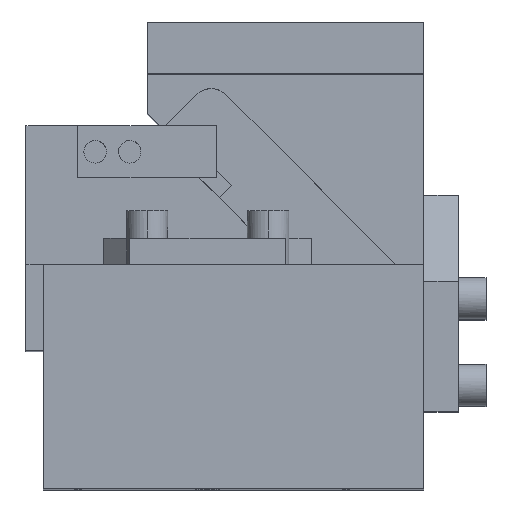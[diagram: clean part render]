
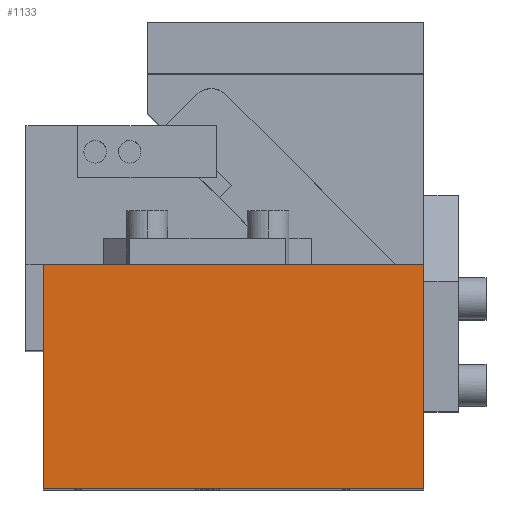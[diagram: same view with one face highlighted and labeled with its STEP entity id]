
A CAD part, top view. The second image highlights one B-rep face of the part: STEP entity #1133.
In plain terms, the highlighted planar face has unit normal (0, 0, 1).
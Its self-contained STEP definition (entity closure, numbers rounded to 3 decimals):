
#337=CARTESIAN_POINT('Vertex',(-220.,0.,180.)) ;
#353=CARTESIAN_POINT('Vertex',(0.,0.,180.)) ;
#356=CARTESIAN_POINT('Line Origine',(-110.,0.,180.)) ;
#940=CARTESIAN_POINT('Vertex',(-220.,130.,180.)) ;
#943=CARTESIAN_POINT('Line Origine',(-110.,130.,180.)) ;
#947=CARTESIAN_POINT('Vertex',(0.,130.,180.)) ;
#1112=CARTESIAN_POINT('Axis2P3D Location',(0.,130.,180.)) ;
#1117=CARTESIAN_POINT('Line Origine',(-220.,65.,180.)) ;
#1122=CARTESIAN_POINT('Line Origine',(0.,65.,180.)) ;
#357=DIRECTION('Vector Direction',(-1.,0.,0.)) ;
#944=DIRECTION('Vector Direction',(-1.,0.,0.)) ;
#1113=DIRECTION('Axis2P3D Direction',(0.,-0.,1.)) ;
#1114=DIRECTION('Axis2P3D XDirection',(0.,1.,0.)) ;
#1118=DIRECTION('Vector Direction',(0.,-1.,0.)) ;
#1123=DIRECTION('Vector Direction',(0.,-1.,0.)) ;
#1115=AXIS2_PLACEMENT_3D('Plane Axis2P3D',#1112,#1113,#1114) ;
#1128=ORIENTED_EDGE('',*,*,#1121,.T.) ;
#1129=ORIENTED_EDGE('',*,*,#360,.F.) ;
#1130=ORIENTED_EDGE('',*,*,#1126,.F.) ;
#1131=ORIENTED_EDGE('',*,*,#949,.T.) ;
#358=VECTOR('Line Direction',#357,1.) ;
#945=VECTOR('Line Direction',#944,1.) ;
#1119=VECTOR('Line Direction',#1118,1.) ;
#1124=VECTOR('Line Direction',#1123,1.) ;
#1133=ADVANCED_FACE('CAM HOLDER',(#1132),#1116,.T.) ;
#360=EDGE_CURVE('',#354,#338,#359,.T.) ;
#949=EDGE_CURVE('',#948,#941,#946,.T.) ;
#1121=EDGE_CURVE('',#941,#338,#1120,.T.) ;
#1126=EDGE_CURVE('',#948,#354,#1125,.T.) ;
#1127=EDGE_LOOP('',(#1128,#1129,#1130,#1131)) ;
#1132=FACE_OUTER_BOUND('',#1127,.T.) ;
#359=LINE('Line',#356,#358) ;
#946=LINE('Line',#943,#945) ;
#1120=LINE('Line',#1117,#1119) ;
#1125=LINE('Line',#1122,#1124) ;
#1116=PLANE('Plane',#1115) ;
#338=VERTEX_POINT('',#337) ;
#354=VERTEX_POINT('',#353) ;
#941=VERTEX_POINT('',#940) ;
#948=VERTEX_POINT('',#947) ;
